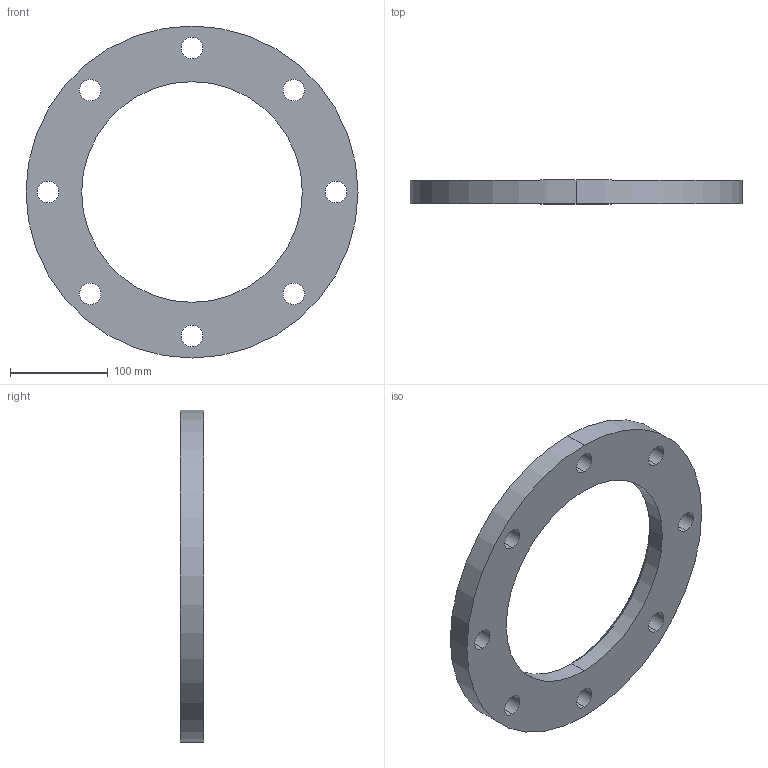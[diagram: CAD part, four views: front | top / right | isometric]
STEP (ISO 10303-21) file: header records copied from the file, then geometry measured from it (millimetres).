
FILE_DESCRIPTION (( 'STEP AP203' ), '1' );
FILE_NAME ('3D_R181-PN10_DN200_17605260_17606260.step', '2024-06-28T11:33:19', ( '' ), ( '' ), 'SwSTEP 2.0', 'SolidWorks 2024', '' );
FILE_SCHEMA (( 'CONFIG_CONTROL_DESIGN' ));
Length unit declared in the file: millimetre
Products named in the file (1): 3D_R181-PN10_DN200_17605260_17606260
Bounding box: 340 x 24 x 340 mm (x, y, z)
Volume: 1130257.1 mm3; surface area: 148768.8 mm2
Topology: 1 solids, 1 shells, 24 faces, 64 edges, 42 vertices
Faces by surface type: cylinder 20, cone 2, plane 2
Entity records: 887 total; most frequent: DIRECTION 156, CARTESIAN_POINT 131, ORIENTED_EDGE 128, AXIS2_PLACEMENT_3D 67, EDGE_CURVE 64, VERTEX_POINT 42, CIRCLE 42, EDGE_LOOP 42
